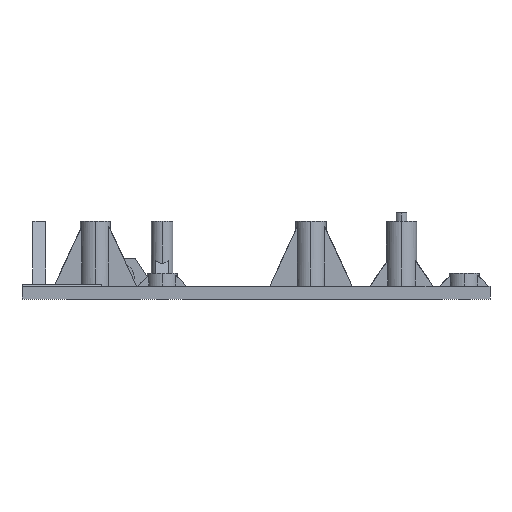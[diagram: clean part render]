
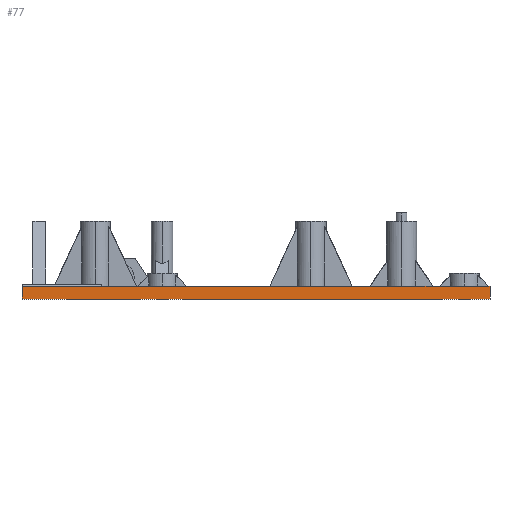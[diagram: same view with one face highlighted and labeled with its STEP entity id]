
A CAD part, left-side view. The second image highlights one B-rep face of the part: STEP entity #77.
In plain terms, the highlighted planar face has unit normal (-1, 0, 0).
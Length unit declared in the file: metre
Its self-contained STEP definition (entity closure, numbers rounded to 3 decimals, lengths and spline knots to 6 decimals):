
#77=ADVANCED_FACE('122:2028',(#279),#280,.T.);
#279=FACE_OUTER_BOUND('',#666,.T.);
#280=PLANE('',#667);
#666=EDGE_LOOP('',(#1225,#1226,#1227,#1228,#1229,#1230));
#667=AXIS2_PLACEMENT_3D('',#1231,#1232,#1233);
#1225=ORIENTED_EDGE('',*,*,#2624,.F.);
#1226=ORIENTED_EDGE('',*,*,#2625,.F.);
#1227=ORIENTED_EDGE('',*,*,#2626,.T.);
#1228=ORIENTED_EDGE('',*,*,#2627,.T.);
#1229=ORIENTED_EDGE('',*,*,#2628,.T.);
#1230=ORIENTED_EDGE('',*,*,#2629,.T.);
#1231=CARTESIAN_POINT('',(0.043,-0.0415,0.0));
#1232=DIRECTION('',(-1.0,-0.0,0.0));
#1233=DIRECTION('',(0.0,-1.0,-0.0));
#2624=EDGE_CURVE('122:1049',#3247,#3248,#3249,.T.);
#2625=EDGE_CURVE('122:761',#3250,#3247,#3251,.T.);
#2626=EDGE_CURVE('122:107',#3250,#3252,#3253,.T.);
#2627=EDGE_CURVE('4:20',#3252,#2976,#3254,.F.);
#2628=EDGE_CURVE('4:23',#2976,#3010,#3255,.F.);
#2629=EDGE_CURVE('120:3987',#3010,#3248,#3256,.F.);
#2976=VERTEX_POINT('',#3775);
#3010=VERTEX_POINT('',#3818);
#3247=VERTEX_POINT('',#4114);
#3248=VERTEX_POINT('',#4115);
#3249=LINE('',#4116,#4117);
#3250=VERTEX_POINT('',#4118);
#3251=LINE('',#4119,#4120);
#3252=VERTEX_POINT('',#4121);
#3253=LINE('',#4122,#4123);
#3254=LINE('',#4124,#4125);
#3255=LINE('',#4126,#4127);
#3256=LINE('',#4128,#4129);
#3775=CARTESIAN_POINT('',(0.043,-0.089,0.003));
#3818=CARTESIAN_POINT('',(0.043,-0.019,0.003));
#4114=CARTESIAN_POINT('',(0.043,0.0135,0.0));
#4115=CARTESIAN_POINT('',(0.043,0.0135,0.003));
#4116=CARTESIAN_POINT('',(0.043,0.0135,0.0005));
#4117=VECTOR('',#5163,1.0);
#4118=CARTESIAN_POINT('',(0.043,-0.095,0.0));
#4119=CARTESIAN_POINT('',(0.043,-0.02075,0.0));
#4120=VECTOR('',#5164,1.0);
#4121=CARTESIAN_POINT('',(0.043,-0.095,0.003));
#4122=CARTESIAN_POINT('',(0.043,-0.095,0.0));
#4123=VECTOR('',#5165,1.0);
#4124=CARTESIAN_POINT('',(0.043,-0.02075,0.003));
#4125=VECTOR('',#5166,1.0);
#4126=CARTESIAN_POINT('',(0.043,-0.02075,0.003));
#4127=VECTOR('',#5167,1.0);
#4128=CARTESIAN_POINT('',(0.043,-0.02575,0.003));
#4129=VECTOR('',#5168,1.0);
#5163=DIRECTION('',(0.0,0.0,1.0));
#5164=DIRECTION('',(0.0,1.0,-0.0));
#5165=DIRECTION('',(0.0,0.0,1.0));
#5166=DIRECTION('',(0.0,-1.0,0.0));
#5167=DIRECTION('',(0.0,-1.0,0.0));
#5168=DIRECTION('',(0.0,-1.0,0.0));
